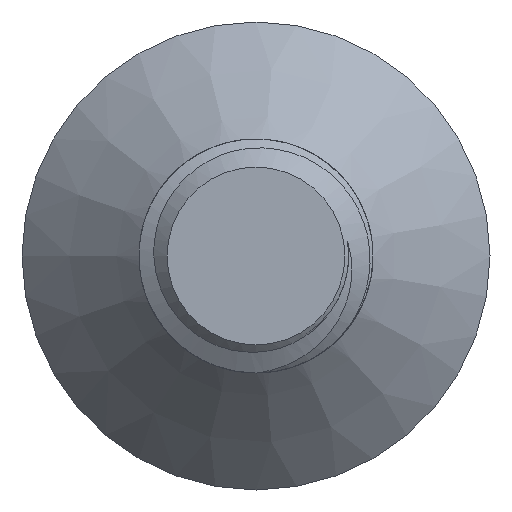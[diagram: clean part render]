
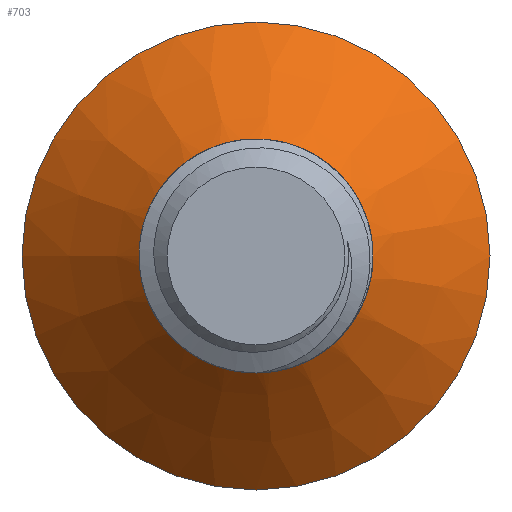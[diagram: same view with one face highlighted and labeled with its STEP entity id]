
A CAD part, left-side view. The second image highlights one B-rep face of the part: STEP entity #703.
In plain terms, the highlighted conical face has half-angle 45 degrees and reference radius 2.5 mm.
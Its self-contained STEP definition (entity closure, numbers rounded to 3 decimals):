
#38=CONICAL_SURFACE('',#764,2.5,0.785);
#67=FACE_OUTER_BOUND('',#110,.T.);
#110=EDGE_LOOP('',(#529,#530,#531,#532,#533,#534,#535,#536));
#132=CIRCLE('',#740,2.5);
#135=CIRCLE('',#765,5.);
#136=CIRCLE('',#766,1.98);
#187=B_SPLINE_CURVE_WITH_KNOTS('',3,(#2524,#2525,#2526,#2527,#2528,#2529,
#2530,#2531,#2532,#2533,#2534,#2535,#2536,#2537,#2538,#2539),
 .UNSPECIFIED.,.F.,.F.,(4,2,2,2,2,2,2,4),(2.124,2.319,
2.593,2.866,3.148,3.43,3.616,
3.764),.UNSPECIFIED.);
#188=B_SPLINE_CURVE_WITH_KNOTS('',3,(#2541,#2542,#2543,#2544,#2545,#2546,
#2547,#2548,#2549,#2550,#2551,#2552,#2553,#2554),.UNSPECIFIED.,.F.,.F.,
(4,2,2,2,2,2,4),(0.,0.034,0.058,0.103,
0.166,0.213,0.261),.UNSPECIFIED.);
#189=B_SPLINE_CURVE_WITH_KNOTS('',3,(#2557,#2558,#2559,#2560,#2561,#2562,
#2563,#2564,#2565,#2566,#2567,#2568,#2569,#2570,#2571,#2572,#2573,#2574,
#2575,#2576,#2577,#2578,#2579,#2580,#2581,#2582),.UNSPECIFIED.,.F.,.F.,
(4,2,2,2,2,2,2,2,2,2,2,2,4),(0.,0.087,0.204,
0.359,0.528,0.72,0.929,
1.163,1.289,1.534,1.789,2.056,
2.124),.UNSPECIFIED.);
#218=LINE('',#2523,#254);
#254=VECTOR('',#873,2.5);
#271=VERTEX_POINT('',#950);
#272=VERTEX_POINT('',#987);
#317=VERTEX_POINT('',#2520);
#318=VERTEX_POINT('',#2522);
#319=VERTEX_POINT('',#2540);
#320=VERTEX_POINT('',#2555);
#338=EDGE_CURVE('',#272,#271,#132,.T.);
#403=EDGE_CURVE('',#317,#317,#135,.T.);
#404=EDGE_CURVE('',#317,#318,#218,.T.);
#405=EDGE_CURVE('',#318,#272,#187,.T.);
#406=EDGE_CURVE('',#271,#319,#188,.T.);
#407=EDGE_CURVE('',#319,#320,#136,.T.);
#408=EDGE_CURVE('',#320,#318,#189,.T.);
#529=ORIENTED_EDGE('',*,*,#403,.F.);
#530=ORIENTED_EDGE('',*,*,#404,.T.);
#531=ORIENTED_EDGE('',*,*,#405,.T.);
#532=ORIENTED_EDGE('',*,*,#338,.T.);
#533=ORIENTED_EDGE('',*,*,#406,.T.);
#534=ORIENTED_EDGE('',*,*,#407,.T.);
#535=ORIENTED_EDGE('',*,*,#408,.T.);
#536=ORIENTED_EDGE('',*,*,#404,.F.);
#703=ADVANCED_FACE('',(#67),#38,.T.);
#740=AXIS2_PLACEMENT_3D('',#988,#801,#802);
#764=AXIS2_PLACEMENT_3D('',#2519,#869,#870);
#765=AXIS2_PLACEMENT_3D('',#2521,#871,#872);
#766=AXIS2_PLACEMENT_3D('',#2556,#874,#875);
#801=DIRECTION('center_axis',(0.,0.,1.));
#802=DIRECTION('ref_axis',(0.,-1.,0.));
#869=DIRECTION('center_axis',(0.,0.,1.));
#870=DIRECTION('ref_axis',(0.,-1.,0.));
#871=DIRECTION('center_axis',(0.,0.,1.));
#872=DIRECTION('ref_axis',(0.,-1.,0.));
#873=DIRECTION('',(0.,-0.707,-0.707));
#874=DIRECTION('center_axis',(0.,0.,1.));
#875=DIRECTION('ref_axis',(1.,0.,0.));
#950=CARTESIAN_POINT('',(0.,-2.5,-2.8));
#987=CARTESIAN_POINT('',(-1.768,-1.768,-2.8));
#988=CARTESIAN_POINT('Origin',(0.,0.,-2.8));
#2519=CARTESIAN_POINT('Origin',(0.,0.,-2.8));
#2520=CARTESIAN_POINT('',(0.,5.,-0.3));
#2521=CARTESIAN_POINT('Origin',(0.,0.,-0.3));
#2522=CARTESIAN_POINT('',(0.,2.31,-2.99));
#2523=CARTESIAN_POINT('',(0.,2.5,-2.8));
#2524=CARTESIAN_POINT('Ctrl Pts',(0.,2.31,
-2.99));
#2525=CARTESIAN_POINT('Ctrl Pts',(-0.22,2.317,-2.983));
#2526=CARTESIAN_POINT('Ctrl Pts',(-0.441,2.293,-2.975));
#2527=CARTESIAN_POINT('Ctrl Pts',(-0.953,2.163,-2.957));
#2528=CARTESIAN_POINT('Ctrl Pts',(-1.234,2.029,-2.946));
#2529=CARTESIAN_POINT('Ctrl Pts',(-1.726,1.66,-2.925));
#2530=CARTESIAN_POINT('Ctrl Pts',(-1.934,1.428,-2.915));
#2531=CARTESIAN_POINT('Ctrl Pts',(-2.256,0.895,-2.894));
#2532=CARTESIAN_POINT('Ctrl Pts',(-2.364,0.595,-2.883));
#2533=CARTESIAN_POINT('Ctrl Pts',(-2.458,-0.031,
-2.862));
#2534=CARTESIAN_POINT('Ctrl Pts',(-2.443,-0.351,-2.852));
#2535=CARTESIAN_POINT('Ctrl Pts',(-2.32,-0.86,
-2.835));
#2536=CARTESIAN_POINT('Ctrl Pts',(-2.245,-1.056,-2.828));
#2537=CARTESIAN_POINT('Ctrl Pts',(-2.069,-1.386,-2.815));
#2538=CARTESIAN_POINT('Ctrl Pts',(-1.952,-1.572,-2.808));
#2539=CARTESIAN_POINT('Ctrl Pts',(-1.768,-1.768,-2.8));
#2540=CARTESIAN_POINT('',(-1.956,0.312,-3.32));
#2541=CARTESIAN_POINT('Ctrl Pts',(0.,-2.5,
-2.8));
#2542=CARTESIAN_POINT('Ctrl Pts',(-0.112,-2.487,-2.813));
#2543=CARTESIAN_POINT('Ctrl Pts',(-0.318,-2.456,
-2.837));
#2544=CARTESIAN_POINT('Ctrl Pts',(-0.734,-2.3,-2.892));
#2545=CARTESIAN_POINT('Ctrl Pts',(-0.896,-2.217,
-2.915));
#2546=CARTESIAN_POINT('Ctrl Pts',(-1.34,-1.92,-2.985));
#2547=CARTESIAN_POINT('Ctrl Pts',(-1.531,-1.699,-3.021));
#2548=CARTESIAN_POINT('Ctrl Pts',(-1.796,-1.333,-3.079));
#2549=CARTESIAN_POINT('Ctrl Pts',(-1.909,-1.094,-3.115));
#2550=CARTESIAN_POINT('Ctrl Pts',(-2.026,-0.653,-3.18));
#2551=CARTESIAN_POINT('Ctrl Pts',(-2.05,-0.459,
-3.208));
#2552=CARTESIAN_POINT('Ctrl Pts',(-2.044,-0.064,
-3.264));
#2553=CARTESIAN_POINT('Ctrl Pts',(-2.015,0.127,-3.291));
#2554=CARTESIAN_POINT('Ctrl Pts',(-1.956,0.312,-3.32));
#2555=CARTESIAN_POINT('',(-1.603,-1.163,-3.32));
#2556=CARTESIAN_POINT('Origin',(0.,0.,-3.32));
#2557=CARTESIAN_POINT('Ctrl Pts',(-1.603,-1.163,-3.32));
#2558=CARTESIAN_POINT('Ctrl Pts',(-1.443,-1.403,-3.308));
#2559=CARTESIAN_POINT('Ctrl Pts',(-1.262,-1.562,-3.299));
#2560=CARTESIAN_POINT('Ctrl Pts',(-0.948,-1.794,
-3.283));
#2561=CARTESIAN_POINT('Ctrl Pts',(-0.747,-1.897,
-3.274));
#2562=CARTESIAN_POINT('Ctrl Pts',(-0.249,-2.054,
-3.253));
#2563=CARTESIAN_POINT('Ctrl Pts',(0.026,-2.072,
-3.243));
#2564=CARTESIAN_POINT('Ctrl Pts',(0.54,-2.024,-3.223));
#2565=CARTESIAN_POINT('Ctrl Pts',(0.802,-1.946,-3.212));
#2566=CARTESIAN_POINT('Ctrl Pts',(1.312,-1.681,-3.19));
#2567=CARTESIAN_POINT('Ctrl Pts',(1.525,-1.495,-3.18));
#2568=CARTESIAN_POINT('Ctrl Pts',(1.866,-1.084,-3.16));
#2569=CARTESIAN_POINT('Ctrl Pts',(2.001,-0.837,-3.149));
#2570=CARTESIAN_POINT('Ctrl Pts',(2.179,-0.274,-3.126));
#2571=CARTESIAN_POINT('Ctrl Pts',(2.199,0.017,-3.117));
#2572=CARTESIAN_POINT('Ctrl Pts',(2.162,0.423,-3.102));
#2573=CARTESIAN_POINT('Ctrl Pts',(2.135,0.563,-3.096));
#2574=CARTESIAN_POINT('Ctrl Pts',(2.017,0.966,-3.081));
#2575=CARTESIAN_POINT('Ctrl Pts',(1.89,1.215,-3.07));
#2576=CARTESIAN_POINT('Ctrl Pts',(1.544,1.662,-3.05));
#2577=CARTESIAN_POINT('Ctrl Pts',(1.323,1.854,-3.041));
#2578=CARTESIAN_POINT('Ctrl Pts',(0.815,2.151,-3.019));
#2579=CARTESIAN_POINT('Ctrl Pts',(0.528,2.25,-3.008));
#2580=CARTESIAN_POINT('Ctrl Pts',(0.154,2.301,-2.995));
#2581=CARTESIAN_POINT('Ctrl Pts',(0.077,2.307,-2.993));
#2582=CARTESIAN_POINT('Ctrl Pts',(0.,2.31,
-2.99));
